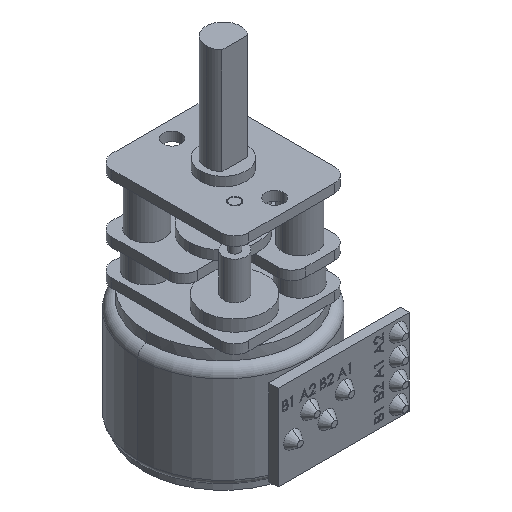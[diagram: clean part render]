
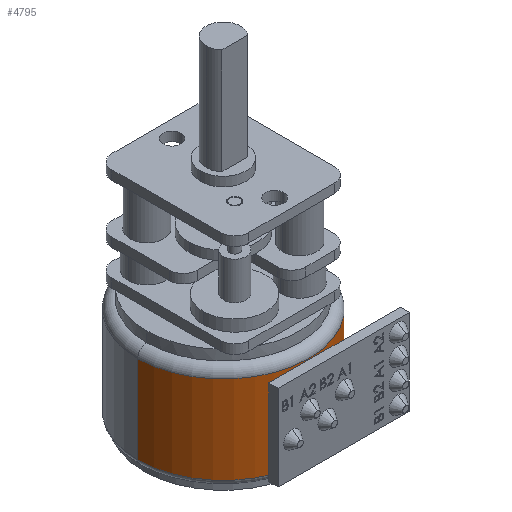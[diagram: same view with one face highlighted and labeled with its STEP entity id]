
A CAD part, isometric view. The second image highlights one B-rep face of the part: STEP entity #4795.
In plain terms, the highlighted cylindrical face has radius 7.5 mm (diameter 15 mm), a partial arc.
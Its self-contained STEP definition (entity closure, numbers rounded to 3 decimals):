
#140 = DIRECTION ( 'NONE',  ( 0., 0., -1. ) ) ;
#3069 = FACE_OUTER_BOUND ( 'NONE', #17703, .T. ) ;
#3117 = DIRECTION ( 'NONE',  ( -1., 0., 0. ) ) ;
#3381 = CARTESIAN_POINT ( 'NONE',  ( 0., 0., 2.6 ) ) ;
#3672 = CARTESIAN_POINT ( 'NONE',  ( -7.5, 0., 0. ) ) ;
#3848 = CARTESIAN_POINT ( 'NONE',  ( 7.5, 0., 2.6 ) ) ;
#4539 = AXIS2_PLACEMENT_3D ( 'NONE', #8913, #16467, #19506 ) ;
#4795 = ADVANCED_FACE ( 'NONE', ( #3069 ), #17228, .T. ) ;
#5347 = EDGE_CURVE ( 'NONE', #9611, #5571, #17187, .T. ) ;
#5456 = CIRCLE ( 'NONE', #17517, 7.5 ) ;
#5571 = VERTEX_POINT ( 'NONE', #19060 ) ;
#5938 = CARTESIAN_POINT ( 'NONE',  ( 0., 0., 10.3 ) ) ;
#7095 = EDGE_CURVE ( 'NONE', #17381, #18864, #5456, .T. ) ;
#7367 = LINE ( 'NONE', #3672, #9974 ) ;
#7991 = ORIENTED_EDGE ( 'NONE', *, *, #10531, .F. ) ;
#8656 = AXIS2_PLACEMENT_3D ( 'NONE', #3381, #140, #3117 ) ;
#8687 = CARTESIAN_POINT ( 'NONE',  ( -7.5, 0., 10.3 ) ) ;
#8826 = DIRECTION ( 'NONE',  ( -1., 0., 0. ) ) ;
#8913 = CARTESIAN_POINT ( 'NONE',  ( 0., 0., 0. ) ) ;
#9611 = VERTEX_POINT ( 'NONE', #3848 ) ;
#9974 = VECTOR ( 'NONE', #15820, 1000. ) ;
#10321 = VECTOR ( 'NONE', #11322, 1000. ) ;
#10531 = EDGE_CURVE ( 'NONE', #17381, #9611, #16951, .T. ) ;
#10834 = DIRECTION ( 'NONE',  ( 0., 0., -1. ) ) ;
#11322 = DIRECTION ( 'NONE',  ( 0., 0., -1. ) ) ;
#11869 = CARTESIAN_POINT ( 'NONE',  ( 7.5, 0., 10.3 ) ) ;
#14076 = ORIENTED_EDGE ( 'NONE', *, *, #15798, .T. ) ;
#15457 = ORIENTED_EDGE ( 'NONE', *, *, #5347, .F. ) ;
#15798 = EDGE_CURVE ( 'NONE', #18864, #5571, #7367, .T. ) ;
#15820 = DIRECTION ( 'NONE',  ( 0., 0., -1. ) ) ;
#16467 = DIRECTION ( 'NONE',  ( 0., 0., -1. ) ) ;
#16951 = LINE ( 'NONE', #17240, #10321 ) ;
#17187 = CIRCLE ( 'NONE', #8656, 7.5 ) ;
#17228 = CYLINDRICAL_SURFACE ( 'NONE', #4539, 7.5 ) ;
#17240 = CARTESIAN_POINT ( 'NONE',  ( 7.5, 0., 0. ) ) ;
#17381 = VERTEX_POINT ( 'NONE', #11869 ) ;
#17517 = AXIS2_PLACEMENT_3D ( 'NONE', #5938, #10834, #8826 ) ;
#17703 = EDGE_LOOP ( 'NONE', ( #7991, #17873, #14076, #15457 ) ) ;
#17873 = ORIENTED_EDGE ( 'NONE', *, *, #7095, .T. ) ;
#18864 = VERTEX_POINT ( 'NONE', #8687 ) ;
#19060 = CARTESIAN_POINT ( 'NONE',  ( -7.5, 0., 2.6 ) ) ;
#19506 = DIRECTION ( 'NONE',  ( -1., 0., 0. ) ) ;
